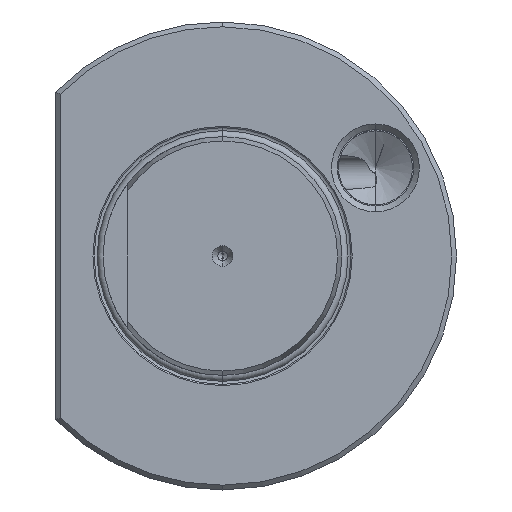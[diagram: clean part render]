
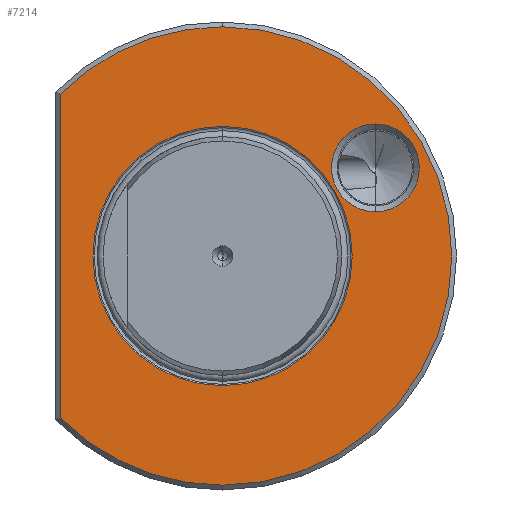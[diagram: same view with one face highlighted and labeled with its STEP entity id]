
A CAD part, left-side view. The second image highlights one B-rep face of the part: STEP entity #7214.
In plain terms, the highlighted planar face has unit normal (-1, 0, 0).
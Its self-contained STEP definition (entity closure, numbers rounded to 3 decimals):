
#819 = FACE_BOUND ( 'NONE', #29003, .T. ) ;
#841 = FACE_BOUND ( 'NONE', #28991, .T. ) ;
#848 = FACE_OUTER_BOUND ( 'NONE', #28988, .T. ) ;
#889 = CIRCLE ( 'NONE', #26651, 48. ) ;
#2646 = EDGE_CURVE ( 'NONE', #34954, #34991, #29212, .T. ) ;
#2963 = EDGE_CURVE ( 'NONE', #35149, #34960, #29325, .T. ) ;
#3060 = EDGE_CURVE ( 'NONE', #35191, #35196, #29219, .T. ) ;
#3094 = EDGE_CURVE ( 'NONE', #35196, #35133, #889, .T. ) ;
#7214 = ADVANCED_FACE ( 'NONE', ( #819, #841, #848 ), #20917, .F. ) ;
#12668 = EDGE_CURVE ( 'NONE', #35133, #28554, #43435, .T. ) ;
#12682 = EDGE_CURVE ( 'NONE', #34991, #34954, #43457, .T. ) ;
#12685 = EDGE_CURVE ( 'NONE', #35191, #28554, #43449, .T. ) ;
#12689 = EDGE_CURVE ( 'NONE', #34960, #35149, #43460, .T. ) ;
#13115 = CARTESIAN_POINT ( 'NONE',  ( 2., 0., 0. ) ) ;
#13118 = DIRECTION ( 'NONE',  ( 0., 0., -1. ) ) ;
#13135 = DIRECTION ( 'NONE',  ( 1., 0., 0. ) ) ;
#13150 = DIRECTION ( 'NONE',  ( 0., 0., -1. ) ) ;
#13167 = CARTESIAN_POINT ( 'NONE',  ( 2., -32.01, 18.46 ) ) ;
#13170 = DIRECTION ( 'NONE',  ( 0., 0., -1. ) ) ;
#13180 = CARTESIAN_POINT ( 'NONE',  ( 2., 34., -32.848 ) ) ;
#13184 = DIRECTION ( 'NONE',  ( 1., 0., 0. ) ) ;
#13219 = DIRECTION ( 'NONE',  ( 0., 0., -1. ) ) ;
#13225 = DIRECTION ( 'NONE',  ( 1., 0., 0. ) ) ;
#13227 = CARTESIAN_POINT ( 'NONE',  ( 2., 0., 0. ) ) ;
#20916 = CARTESIAN_POINT ( 'NONE',  ( 2., 25., 0. ) ) ;
#20917 = PLANE ( 'NONE',  #26668 ) ;
#20918 = DIRECTION ( 'NONE',  ( 1., 0., 0. ) ) ;
#20944 = DIRECTION ( 'NONE',  ( 0., 0., -1. ) ) ;
#24968 = DIRECTION ( 'NONE',  ( 1., 0., 0. ) ) ;
#24973 = CARTESIAN_POINT ( 'NONE',  ( 2., -32.01, 18.46 ) ) ;
#24986 = DIRECTION ( 'NONE',  ( 0., 0., -1. ) ) ;
#26526 = AXIS2_PLACEMENT_3D ( 'NONE', #13115, #13135, #13118 ) ;
#26530 = AXIS2_PLACEMENT_3D ( 'NONE', #13167, #13184, #13170 ) ;
#26542 = AXIS2_PLACEMENT_3D ( 'NONE', #13227, #13225, #13219 ) ;
#26645 = AXIS2_PLACEMENT_3D ( 'NONE', #27761, #27745, #27729 ) ;
#26651 = AXIS2_PLACEMENT_3D ( 'NONE', #28014, #28024, #28025 ) ;
#26660 = AXIS2_PLACEMENT_3D ( 'NONE', #27869, #27870, #27885 ) ;
#26668 = AXIS2_PLACEMENT_3D ( 'NONE', #20916, #20918, #20944 ) ;
#27630 = AXIS2_PLACEMENT_3D ( 'NONE', #24973, #24968, #24986 ) ;
#27729 = DIRECTION ( 'NONE',  ( 0., 0., -1. ) ) ;
#27745 = DIRECTION ( 'NONE',  ( 1., 0., 0. ) ) ;
#27761 = CARTESIAN_POINT ( 'NONE',  ( 2., 0., 0. ) ) ;
#27869 = CARTESIAN_POINT ( 'NONE',  ( 2., 0., 0. ) ) ;
#27870 = DIRECTION ( 'NONE',  ( 1., 0., 0. ) ) ;
#27885 = DIRECTION ( 'NONE',  ( 0., 0., -1. ) ) ;
#28014 = CARTESIAN_POINT ( 'NONE',  ( 2., 0., 0. ) ) ;
#28024 = DIRECTION ( 'NONE',  ( 1., 0., 0. ) ) ;
#28025 = DIRECTION ( 'NONE',  ( 0., 0., -1. ) ) ;
#28554 = VERTEX_POINT ( 'NONE', #40203 ) ;
#28988 = EDGE_LOOP ( 'NONE', ( #34481, #34416, #34446, #34505 ) ) ;
#28991 = EDGE_LOOP ( 'NONE', ( #34447, #34521 ) ) ;
#29003 = EDGE_LOOP ( 'NONE', ( #34497, #34500 ) ) ;
#29212 = CIRCLE ( 'NONE', #27630, 9.2 ) ;
#29219 = CIRCLE ( 'NONE', #26660, 48. ) ;
#29325 = CIRCLE ( 'NONE', #26645, 27.15 ) ;
#34416 = ORIENTED_EDGE ( 'NONE', *, *, #12685, .T. ) ;
#34446 = ORIENTED_EDGE ( 'NONE', *, *, #12668, .F. ) ;
#34447 = ORIENTED_EDGE ( 'NONE', *, *, #2646, .T. ) ;
#34481 = ORIENTED_EDGE ( 'NONE', *, *, #3060, .F. ) ;
#34497 = ORIENTED_EDGE ( 'NONE', *, *, #2963, .T. ) ;
#34500 = ORIENTED_EDGE ( 'NONE', *, *, #12689, .T. ) ;
#34505 = ORIENTED_EDGE ( 'NONE', *, *, #3094, .F. ) ;
#34521 = ORIENTED_EDGE ( 'NONE', *, *, #12682, .T. ) ;
#34954 = VERTEX_POINT ( 'NONE', #38532 ) ;
#34960 = VERTEX_POINT ( 'NONE', #38517 ) ;
#34991 = VERTEX_POINT ( 'NONE', #38494 ) ;
#35133 = VERTEX_POINT ( 'NONE', #38733 ) ;
#35149 = VERTEX_POINT ( 'NONE', #38708 ) ;
#35191 = VERTEX_POINT ( 'NONE', #38639 ) ;
#35196 = VERTEX_POINT ( 'NONE', #38627 ) ;
#38494 = CARTESIAN_POINT ( 'NONE',  ( 2., -32.01, 9.26 ) ) ;
#38517 = CARTESIAN_POINT ( 'NONE',  ( 2., 0., -27.15 ) ) ;
#38532 = CARTESIAN_POINT ( 'NONE',  ( 2., -32.01, 27.66 ) ) ;
#38627 = CARTESIAN_POINT ( 'NONE',  ( 2., 0., 48. ) ) ;
#38639 = CARTESIAN_POINT ( 'NONE',  ( 2., 34., 33.882 ) ) ;
#38708 = CARTESIAN_POINT ( 'NONE',  ( 2., 0., 27.15 ) ) ;
#38733 = CARTESIAN_POINT ( 'NONE',  ( 2., 0., -48. ) ) ;
#40203 = CARTESIAN_POINT ( 'NONE',  ( 2., 34., -33.882 ) ) ;
#43435 = CIRCLE ( 'NONE', #26526, 48. ) ;
#43449 = LINE ( 'NONE', #13180, #43453 ) ;
#43453 = VECTOR ( 'NONE', #13150, 1000. ) ;
#43457 = CIRCLE ( 'NONE', #26530, 9.2 ) ;
#43460 = CIRCLE ( 'NONE', #26542, 27.15 ) ;
